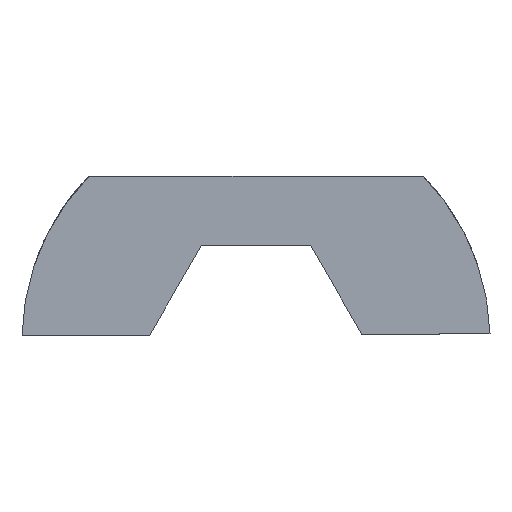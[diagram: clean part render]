
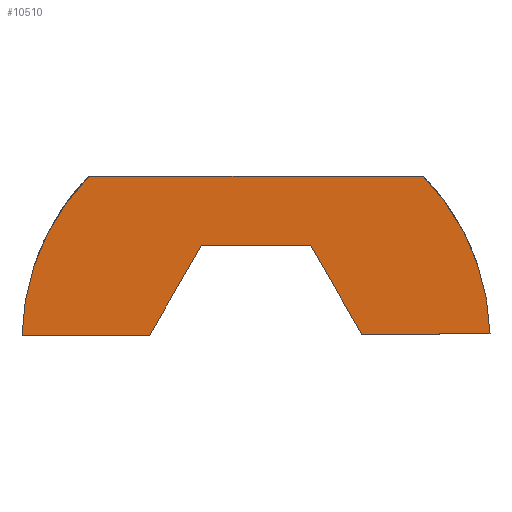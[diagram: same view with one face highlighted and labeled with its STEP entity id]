
A CAD part, front view. The second image highlights one B-rep face of the part: STEP entity #10510.
In plain terms, the highlighted planar face has unit normal (0, -1, 0).
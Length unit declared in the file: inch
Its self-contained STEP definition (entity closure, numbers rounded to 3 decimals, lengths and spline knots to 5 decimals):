
#305 = CARTESIAN_POINT ( 'NONE',  ( 0., 0., 0. ) ) ;
#600 = CARTESIAN_POINT ( 'NONE',  ( -0.28406, 0., 0.013 ) ) ;
#844 = EDGE_LOOP ( 'NONE', ( #17273, #14225, #11315, #11180, #13513, #6218, #7997, #1865 ) ) ;
#1787 = VECTOR ( 'NONE', #6941, 39.37008 ) ;
#1865 = ORIENTED_EDGE ( 'NONE', *, *, #15101, .F. ) ;
#2156 = LINE ( 'NONE', #7792, #14267 ) ;
#2356 = VECTOR ( 'NONE', #13393, 39.37008 ) ;
#2760 = CIRCLE ( 'NONE', #8947, 0.625 ) ;
#2907 = CARTESIAN_POINT ( 'NONE',  ( -0.21867, 0., 0.12625 ) ) ;
#2971 = LINE ( 'NONE', #17086, #1787 ) ;
#3065 = DIRECTION ( 'NONE',  ( 0., 0., 1. ) ) ;
#3652 = VERTEX_POINT ( 'NONE', #4264 ) ;
#3700 = CARTESIAN_POINT ( 'NONE',  ( 0., 0., 0.2525 ) ) ;
#4264 = CARTESIAN_POINT ( 'NONE',  ( 0.44635, 0., 0.43749 ) ) ;
#4869 = LINE ( 'NONE', #15756, #13718 ) ;
#4955 = DIRECTION ( 'NONE',  ( 1., 0., 0. ) ) ;
#5312 = DIRECTION ( 'NONE',  ( 0., 1., 0. ) ) ;
#5448 = CARTESIAN_POINT ( 'NONE',  ( 0.28268, 0., 0.01538 ) ) ;
#5840 = VERTEX_POINT ( 'NONE', #14871 ) ;
#6102 = EDGE_CURVE ( 'NONE', #10120, #16108, #12185, .T. ) ;
#6165 = LINE ( 'NONE', #7458, #13077 ) ;
#6218 = ORIENTED_EDGE ( 'NONE', *, *, #17260, .T. ) ;
#6330 = VERTEX_POINT ( 'NONE', #5448 ) ;
#6887 = VERTEX_POINT ( 'NONE', #8749 ) ;
#6941 = DIRECTION ( 'NONE',  ( 1., 0., 0.004 ) ) ;
#7458 = CARTESIAN_POINT ( 'NONE',  ( 0., 0., 0.43749 ) ) ;
#7792 = CARTESIAN_POINT ( 'NONE',  ( -0.62505, 0., 0.01156 ) ) ;
#7997 = ORIENTED_EDGE ( 'NONE', *, *, #13436, .F. ) ;
#8179 = PLANE ( 'NONE',  #12880 ) ;
#8749 = CARTESIAN_POINT ( 'NONE',  ( 0.62477, 0., 0.01682 ) ) ;
#8797 = DIRECTION ( 'NONE',  ( 0., 0., 1. ) ) ;
#8947 = AXIS2_PLACEMENT_3D ( 'NONE', #305, #17105, #8797 ) ;
#9542 = VECTOR ( 'NONE', #15637, 39.37008 ) ;
#10120 = VERTEX_POINT ( 'NONE', #14743 ) ;
#10182 = EDGE_CURVE ( 'NONE', #16108, #6330, #4869, .T. ) ;
#10188 = CARTESIAN_POINT ( 'NONE',  ( -0.62489, 0., 0.01156 ) ) ;
#10510 = ADVANCED_FACE ( 'NONE', ( #12326 ), #8179, .F. ) ;
#11180 = ORIENTED_EDGE ( 'NONE', *, *, #6102, .T. ) ;
#11185 = CARTESIAN_POINT ( 'NONE',  ( 0., 0., 0. ) ) ;
#11214 = AXIS2_PLACEMENT_3D ( 'NONE', #11185, #15700, #3065 ) ;
#11303 = LINE ( 'NONE', #2907, #9542 ) ;
#11315 = ORIENTED_EDGE ( 'NONE', *, *, #16970, .T. ) ;
#11480 = VERTEX_POINT ( 'NONE', #600 ) ;
#11506 = CIRCLE ( 'NONE', #11214, 0.625 ) ;
#12185 = LINE ( 'NONE', #3700, #2356 ) ;
#12326 = FACE_OUTER_BOUND ( 'NONE', #844, .T. ) ;
#12880 = AXIS2_PLACEMENT_3D ( 'NONE', #17954, #5312, #16296 ) ;
#13077 = VECTOR ( 'NONE', #4955, 39.37008 ) ;
#13334 = EDGE_CURVE ( 'NONE', #15721, #11480, #2971, .T. ) ;
#13393 = DIRECTION ( 'NONE',  ( 1., 0., 0. ) ) ;
#13436 = EDGE_CURVE ( 'NONE', #3652, #6887, #11506, .T. ) ;
#13513 = ORIENTED_EDGE ( 'NONE', *, *, #10182, .T. ) ;
#13595 = DIRECTION ( 'NONE',  ( 1., 0., 0.004 ) ) ;
#13718 = VECTOR ( 'NONE', #16123, 39.37008 ) ;
#14225 = ORIENTED_EDGE ( 'NONE', *, *, #13334, .T. ) ;
#14267 = VECTOR ( 'NONE', #13595, 39.37008 ) ;
#14743 = CARTESIAN_POINT ( 'NONE',  ( -0.14578, 0., 0.2525 ) ) ;
#14871 = CARTESIAN_POINT ( 'NONE',  ( -0.44635, 0., 0.43749 ) ) ;
#15101 = EDGE_CURVE ( 'NONE', #5840, #3652, #6165, .T. ) ;
#15637 = DIRECTION ( 'NONE',  ( 0.5, 0., 0.866 ) ) ;
#15700 = DIRECTION ( 'NONE',  ( 0., 1., 0. ) ) ;
#15721 = VERTEX_POINT ( 'NONE', #10188 ) ;
#15756 = CARTESIAN_POINT ( 'NONE',  ( 0.21867, 0., 0.12625 ) ) ;
#15865 = EDGE_CURVE ( 'NONE', #15721, #5840, #2760, .T. ) ;
#16108 = VERTEX_POINT ( 'NONE', #17563 ) ;
#16123 = DIRECTION ( 'NONE',  ( 0.5, 0., -0.866 ) ) ;
#16296 = DIRECTION ( 'NONE',  ( 0., 0., 1. ) ) ;
#16970 = EDGE_CURVE ( 'NONE', #11480, #10120, #11303, .T. ) ;
#17086 = CARTESIAN_POINT ( 'NONE',  ( -0.62505, 0., 0.01156 ) ) ;
#17105 = DIRECTION ( 'NONE',  ( 0., 1., 0. ) ) ;
#17260 = EDGE_CURVE ( 'NONE', #6330, #6887, #2156, .T. ) ;
#17273 = ORIENTED_EDGE ( 'NONE', *, *, #15865, .F. ) ;
#17563 = CARTESIAN_POINT ( 'NONE',  ( 0.14578, 0., 0.2525 ) ) ;
#17954 = CARTESIAN_POINT ( 'NONE',  ( 0., 0., 0. ) ) ;
